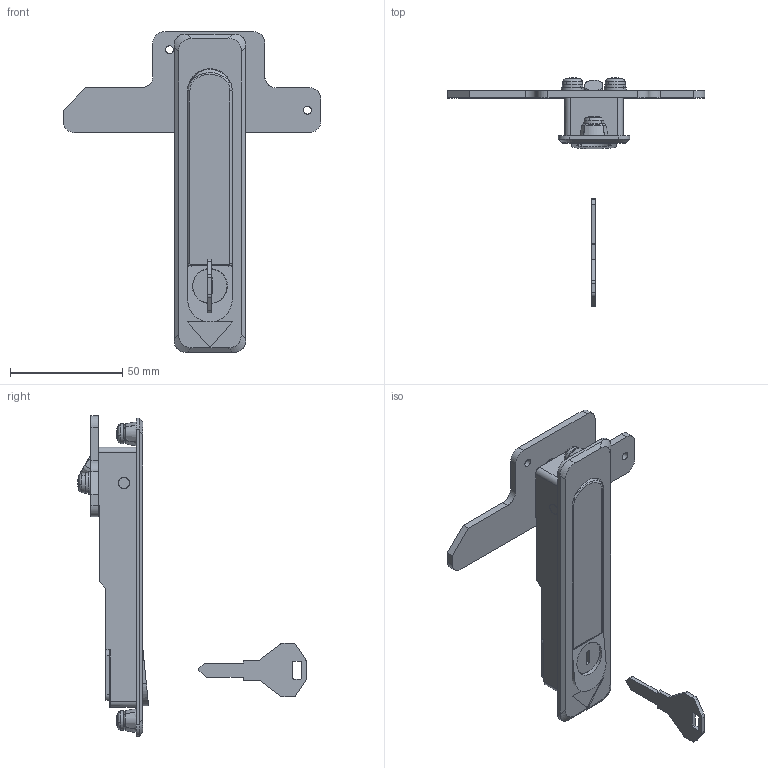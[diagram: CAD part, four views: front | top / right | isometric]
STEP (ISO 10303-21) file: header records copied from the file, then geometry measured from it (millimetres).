
FILE_DESCRIPTION((''),'2;1');
FILE_NAME('','2006-01-17T11:45:59',(''),(''),'','CADfix','');
FILE_SCHEMA(('AUTOMOTIVE_DESIGN'));
Length unit declared in the file: millimetre
Products named in the file (10): screw_A; bracket; screw_B; latch; key; housing; handle; cover; cam; THA_540_1K_No200_2951_36
Assembly tree (12 placements, depth 2):
  THA_540_1K_No200_2951_36
    screw_A  x2
    bracket  x2
    screw_B  x2
    latch
    key
    housing
    handle
    cover
    cam
Bounding box: 115 x 101.83 x 143 mm (x, y, z)
Volume: 57604.3 mm3; surface area: 38792.9 mm2
Topology: 12 solids, 12 shells, 467 faces, 1461 edges, 1039 vertices
Faces by surface type: bspline 467
Entity records: 16630 total; most frequent: CARTESIAN_POINT 9210, ORIENTED_EDGE 2408, EDGE_CURVE 1204, VERTEX_POINT 860, QUASI_UNIFORM_CURVE 658, B_SPLINE_CURVE_WITH_KNOTS 538, EDGE_LOOP 422, FACE_OUTER_BOUND 383
